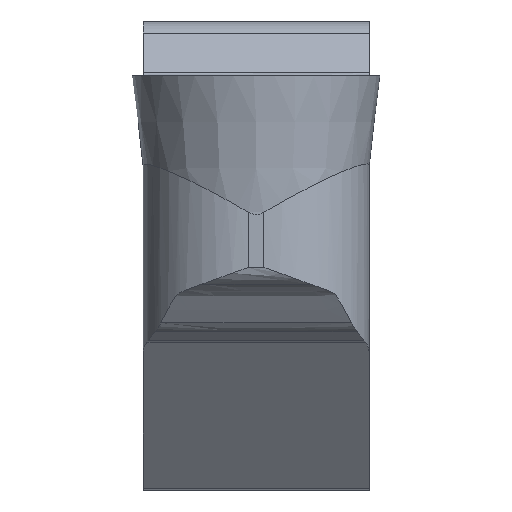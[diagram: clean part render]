
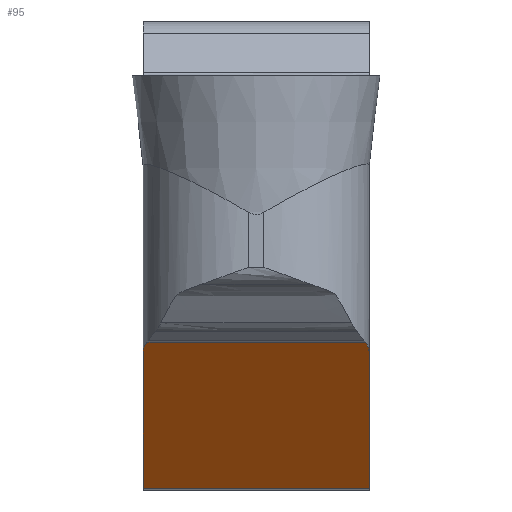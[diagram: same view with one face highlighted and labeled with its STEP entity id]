
A CAD part, front view. The second image highlights one B-rep face of the part: STEP entity #95.
In plain terms, the highlighted planar face has unit normal (0, -0.342, -0.94).
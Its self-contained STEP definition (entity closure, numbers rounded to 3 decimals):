
#53=ELLIPSE('',#687,3.618,3.4);
#54=ELLIPSE('',#689,3.618,3.4);
#95=ADVANCED_FACE('',(#138),#112,.F.);
#112=PLANE('',#704);
#138=FACE_OUTER_BOUND('',#169,.T.);
#169=EDGE_LOOP('',(#327,#328,#329,#330,#331,#332));
#327=ORIENTED_EDGE('',*,*,#443,.F.);
#328=ORIENTED_EDGE('',*,*,#468,.T.);
#329=ORIENTED_EDGE('',*,*,#497,.T.);
#330=ORIENTED_EDGE('',*,*,#474,.T.);
#331=ORIENTED_EDGE('',*,*,#457,.F.);
#332=ORIENTED_EDGE('',*,*,#496,.F.);
#381=VERTEX_POINT('',#1121);
#382=VERTEX_POINT('',#1123);
#393=VERTEX_POINT('',#1149);
#394=VERTEX_POINT('',#1151);
#403=VERTEX_POINT('',#1223);
#408=VERTEX_POINT('',#1283);
#443=EDGE_CURVE('',#381,#382,#511,.T.);
#457=EDGE_CURVE('',#393,#394,#520,.T.);
#468=EDGE_CURVE('',#381,#403,#53,.T.);
#474=EDGE_CURVE('',#408,#394,#54,.T.);
#496=EDGE_CURVE('',#382,#393,#539,.T.);
#497=EDGE_CURVE('',#403,#408,#540,.T.);
#511=LINE('',#1122,#554);
#520=LINE('',#1150,#563);
#539=LINE('',#1418,#588);
#540=LINE('',#1420,#589);
#554=VECTOR('',#735,1.);
#563=VECTOR('',#758,1.);
#588=VECTOR('',#821,1.);
#589=VECTOR('',#824,1.);
#687=AXIS2_PLACEMENT_3D('',#1222,#769,#770);
#689=AXIS2_PLACEMENT_3D('',#1282,#773,#774);
#704=AXIS2_PLACEMENT_3D('',#1421,#825,#826);
#735=DIRECTION('',(0.,0.94,-0.342));
#758=DIRECTION('',(0.,-0.94,0.342));
#769=DIRECTION('',(0.,-0.342,-0.94));
#770=DIRECTION('',(0.,0.94,-0.342));
#773=DIRECTION('',(0.,-0.342,-0.94));
#774=DIRECTION('',(0.,0.94,-0.342));
#821=DIRECTION('',(-1.,0.,0.));
#824=DIRECTION('',(-1.,0.,0.));
#825=DIRECTION('',(0.,0.342,0.94));
#826=DIRECTION('',(0.,-0.94,0.342));
#1121=CARTESIAN_POINT('',(3.65,-6.3,-8.929));
#1122=CARTESIAN_POINT('',(3.65,-3.607,-9.91));
#1123=CARTESIAN_POINT('',(3.65,5.737,-13.311));
#1149=CARTESIAN_POINT('',(-3.65,5.737,-13.311));
#1150=CARTESIAN_POINT('',(-3.65,-3.607,-9.91));
#1151=CARTESIAN_POINT('',(-3.65,-6.3,-8.929));
#1222=CARTESIAN_POINT('',(0.25,-6.3,-8.929));
#1223=CARTESIAN_POINT('',(3.521,-7.227,-8.592));
#1282=CARTESIAN_POINT('',(-0.25,-6.3,-8.929));
#1283=CARTESIAN_POINT('',(-3.521,-7.227,-8.592));
#1418=CARTESIAN_POINT('',(11.65,5.737,-13.311));
#1420=CARTESIAN_POINT('',(11.521,-7.227,-8.592));
#1421=CARTESIAN_POINT('',(11.65,-6.3,-8.929));
